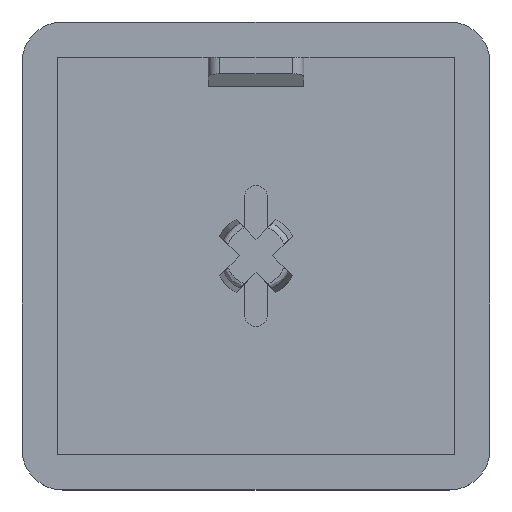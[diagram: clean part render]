
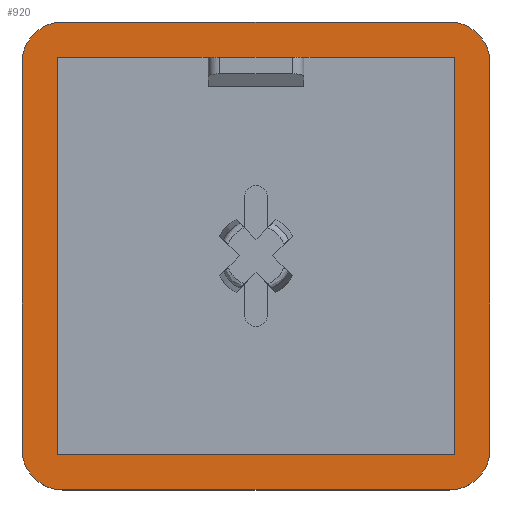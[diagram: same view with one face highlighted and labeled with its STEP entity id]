
A CAD part, top view. The second image highlights one B-rep face of the part: STEP entity #920.
In plain terms, the highlighted planar face has unit normal (0, 0, 1).
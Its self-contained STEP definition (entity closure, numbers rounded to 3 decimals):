
#12 = LINE ( 'NONE', #474, #1778 ) ;
#33 = VERTEX_POINT ( 'NONE', #1729 ) ;
#35 = CARTESIAN_POINT ( 'NONE',  ( 17., -20., 4. ) ) ;
#47 = ORIENTED_EDGE ( 'NONE', *, *, #78, .T. ) ;
#57 = CARTESIAN_POINT ( 'NONE',  ( 4.1, 17., 4. ) ) ;
#78 = EDGE_CURVE ( 'NONE', #1624, #445, #394, .T. ) ;
#126 = EDGE_CURVE ( 'NONE', #1944, #1654, #1772, .T. ) ;
#130 = VERTEX_POINT ( 'NONE', #1641 ) ;
#131 = ORIENTED_EDGE ( 'NONE', *, *, #1891, .T. ) ;
#132 = DIRECTION ( 'NONE',  ( -1., 0., 0. ) ) ;
#150 = EDGE_CURVE ( 'NONE', #797, #1003, #554, .T. ) ;
#179 = CARTESIAN_POINT ( 'NONE',  ( 17., 17., 4. ) ) ;
#188 = CIRCLE ( 'NONE', #458, 3.5 ) ;
#193 = DIRECTION ( 'NONE',  ( 1., 0., 0. ) ) ;
#253 = DIRECTION ( 'NONE',  ( 1., 0., 0. ) ) ;
#257 = AXIS2_PLACEMENT_3D ( 'NONE', #278, #1071, #132 ) ;
#261 = PLANE ( 'NONE',  #1022 ) ;
#265 = EDGE_CURVE ( 'NONE', #130, #1944, #1290, .T. ) ;
#269 = DIRECTION ( 'NONE',  ( 0., 0., 1. ) ) ;
#277 = EDGE_LOOP ( 'NONE', ( #47, #1789, #846, #1277, #972, #2014 ) ) ;
#278 = CARTESIAN_POINT ( 'NONE',  ( -16.5, 16.5, 4. ) ) ;
#290 = VECTOR ( 'NONE', #440, 1000. ) ;
#298 = DIRECTION ( 'NONE',  ( -1., 0., 0. ) ) ;
#303 = CARTESIAN_POINT ( 'NONE',  ( 20., 20., 4. ) ) ;
#307 = LINE ( 'NONE', #1417, #1178 ) ;
#316 = EDGE_CURVE ( 'NONE', #1544, #425, #307, .T. ) ;
#358 = VERTEX_POINT ( 'NONE', #646 ) ;
#394 = LINE ( 'NONE', #842, #1074 ) ;
#398 = ORIENTED_EDGE ( 'NONE', *, *, #1011, .T. ) ;
#425 = VERTEX_POINT ( 'NONE', #1021 ) ;
#440 = DIRECTION ( 'NONE',  ( 1., 0., 0. ) ) ;
#445 = VERTEX_POINT ( 'NONE', #179 ) ;
#448 = DIRECTION ( 'NONE',  ( 1., 0., 0. ) ) ;
#458 = AXIS2_PLACEMENT_3D ( 'NONE', #1130, #1121, #1912 ) ;
#474 = CARTESIAN_POINT ( 'NONE',  ( -20., 20., 4. ) ) ;
#502 = CARTESIAN_POINT ( 'NONE',  ( 20., -16.5, 4. ) ) ;
#512 = ORIENTED_EDGE ( 'NONE', *, *, #1057, .T. ) ;
#520 = CARTESIAN_POINT ( 'NONE',  ( -16.5, -16.5, 4. ) ) ;
#531 = VERTEX_POINT ( 'NONE', #1817 ) ;
#554 = CIRCLE ( 'NONE', #1845, 3.5 ) ;
#579 = CARTESIAN_POINT ( 'NONE',  ( 20., -20., 4. ) ) ;
#583 = VERTEX_POINT ( 'NONE', #874 ) ;
#591 = LINE ( 'NONE', #579, #290 ) ;
#604 = CARTESIAN_POINT ( 'NONE',  ( -20., -17., 4. ) ) ;
#642 = DIRECTION ( 'NONE',  ( -1., 0., 0. ) ) ;
#646 = CARTESIAN_POINT ( 'NONE',  ( -16.5, 20., 4. ) ) ;
#647 = ORIENTED_EDGE ( 'NONE', *, *, #1791, .T. ) ;
#677 = EDGE_CURVE ( 'NONE', #583, #797, #12, .T. ) ;
#686 = VECTOR ( 'NONE', #193, 1000. ) ;
#739 = CARTESIAN_POINT ( 'NONE',  ( -20., 17., 4. ) ) ;
#745 = VECTOR ( 'NONE', #298, 1000. ) ;
#797 = VERTEX_POINT ( 'NONE', #1755 ) ;
#822 = VERTEX_POINT ( 'NONE', #1801 ) ;
#842 = CARTESIAN_POINT ( 'NONE',  ( -20., 17., 4. ) ) ;
#846 = ORIENTED_EDGE ( 'NONE', *, *, #1255, .T. ) ;
#862 = VECTOR ( 'NONE', #1932, 1000. ) ;
#874 = CARTESIAN_POINT ( 'NONE',  ( -20., 16.5, 4. ) ) ;
#878 = CARTESIAN_POINT ( 'NONE',  ( -4.1, 17., 4. ) ) ;
#915 = CIRCLE ( 'NONE', #2003, 3.5 ) ;
#918 = ORIENTED_EDGE ( 'NONE', *, *, #316, .T. ) ;
#920 = ADVANCED_FACE ( 'NONE', ( #1997, #1815 ), #261, .T. ) ;
#954 = DIRECTION ( 'NONE',  ( -1., 0., 0. ) ) ;
#961 = VECTOR ( 'NONE', #448, 1000. ) ;
#972 = ORIENTED_EDGE ( 'NONE', *, *, #126, .T. ) ;
#984 = LINE ( 'NONE', #35, #862 ) ;
#1003 = VERTEX_POINT ( 'NONE', #1261 ) ;
#1011 = EDGE_CURVE ( 'NONE', #822, #1544, #915, .T. ) ;
#1012 = CARTESIAN_POINT ( 'NONE',  ( -20., 17., 4. ) ) ;
#1021 = CARTESIAN_POINT ( 'NONE',  ( 20., 16.5, 4. ) ) ;
#1022 = AXIS2_PLACEMENT_3D ( 'NONE', #1675, #269, #253 ) ;
#1034 = DIRECTION ( 'NONE',  ( 1., 0., 0. ) ) ;
#1057 = EDGE_CURVE ( 'NONE', #531, #358, #1425, .T. ) ;
#1071 = DIRECTION ( 'NONE',  ( 0., 0., 1. ) ) ;
#1074 = VECTOR ( 'NONE', #1034, 1000. ) ;
#1121 = DIRECTION ( 'NONE',  ( 0., 0., 1. ) ) ;
#1127 = DIRECTION ( 'NONE',  ( 0., 1., 0. ) ) ;
#1130 = CARTESIAN_POINT ( 'NONE',  ( 16.5, 16.5, 4. ) ) ;
#1178 = VECTOR ( 'NONE', #2050, 1000. ) ;
#1211 = VECTOR ( 'NONE', #1127, 1000. ) ;
#1246 = ORIENTED_EDGE ( 'NONE', *, *, #677, .T. ) ;
#1250 = ORIENTED_EDGE ( 'NONE', *, *, #150, .T. ) ;
#1255 = EDGE_CURVE ( 'NONE', #33, #130, #2020, .T. ) ;
#1261 = CARTESIAN_POINT ( 'NONE',  ( -16.5, -20., 4. ) ) ;
#1277 = ORIENTED_EDGE ( 'NONE', *, *, #265, .T. ) ;
#1290 = LINE ( 'NONE', #1571, #1211 ) ;
#1335 = ORIENTED_EDGE ( 'NONE', *, *, #1470, .T. ) ;
#1413 = DIRECTION ( 'NONE',  ( 0., 0., 1. ) ) ;
#1417 = CARTESIAN_POINT ( 'NONE',  ( 20., 20., 4. ) ) ;
#1425 = LINE ( 'NONE', #303, #1706 ) ;
#1470 = EDGE_CURVE ( 'NONE', #1003, #822, #591, .T. ) ;
#1495 = DIRECTION ( 'NONE',  ( 0., 0., 1. ) ) ;
#1535 = EDGE_LOOP ( 'NONE', ( #512, #647, #1246, #1250, #1335, #398, #918, #131 ) ) ;
#1544 = VERTEX_POINT ( 'NONE', #502 ) ;
#1571 = CARTESIAN_POINT ( 'NONE',  ( -17., -20., 4. ) ) ;
#1581 = EDGE_CURVE ( 'NONE', #445, #33, #984, .T. ) ;
#1624 = VERTEX_POINT ( 'NONE', #57 ) ;
#1641 = CARTESIAN_POINT ( 'NONE',  ( -17., -17., 4. ) ) ;
#1654 = VERTEX_POINT ( 'NONE', #878 ) ;
#1675 = CARTESIAN_POINT ( 'NONE',  ( -20., -20., 4. ) ) ;
#1694 = LINE ( 'NONE', #739, #961 ) ;
#1706 = VECTOR ( 'NONE', #954, 1000. ) ;
#1725 = EDGE_CURVE ( 'NONE', #1654, #1624, #1694, .T. ) ;
#1729 = CARTESIAN_POINT ( 'NONE',  ( 17., -17., 4. ) ) ;
#1734 = DIRECTION ( 'NONE',  ( 0., -1., 0. ) ) ;
#1755 = CARTESIAN_POINT ( 'NONE',  ( -20., -16.5, 4. ) ) ;
#1772 = LINE ( 'NONE', #1012, #686 ) ;
#1778 = VECTOR ( 'NONE', #1734, 1000. ) ;
#1789 = ORIENTED_EDGE ( 'NONE', *, *, #1581, .T. ) ;
#1791 = EDGE_CURVE ( 'NONE', #358, #583, #1985, .T. ) ;
#1795 = DIRECTION ( 'NONE',  ( -1., 0., 0. ) ) ;
#1801 = CARTESIAN_POINT ( 'NONE',  ( 16.5, -20., 4. ) ) ;
#1815 = FACE_BOUND ( 'NONE', #277, .T. ) ;
#1817 = CARTESIAN_POINT ( 'NONE',  ( 16.5, 20., 4. ) ) ;
#1845 = AXIS2_PLACEMENT_3D ( 'NONE', #520, #1495, #1795 ) ;
#1891 = EDGE_CURVE ( 'NONE', #425, #531, #188, .T. ) ;
#1894 = CARTESIAN_POINT ( 'NONE',  ( 16.5, -16.5, 4. ) ) ;
#1912 = DIRECTION ( 'NONE',  ( -1., 0., 0. ) ) ;
#1932 = DIRECTION ( 'NONE',  ( 0., -1., 0. ) ) ;
#1944 = VERTEX_POINT ( 'NONE', #1955 ) ;
#1955 = CARTESIAN_POINT ( 'NONE',  ( -17., 17., 4. ) ) ;
#1985 = CIRCLE ( 'NONE', #257, 3.5 ) ;
#1997 = FACE_OUTER_BOUND ( 'NONE', #1535, .T. ) ;
#2003 = AXIS2_PLACEMENT_3D ( 'NONE', #1894, #1413, #642 ) ;
#2014 = ORIENTED_EDGE ( 'NONE', *, *, #1725, .T. ) ;
#2020 = LINE ( 'NONE', #604, #745 ) ;
#2050 = DIRECTION ( 'NONE',  ( 0., 1., 0. ) ) ;
